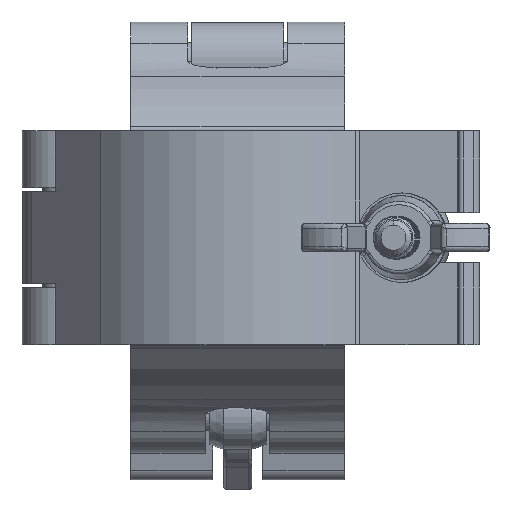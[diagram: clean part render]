
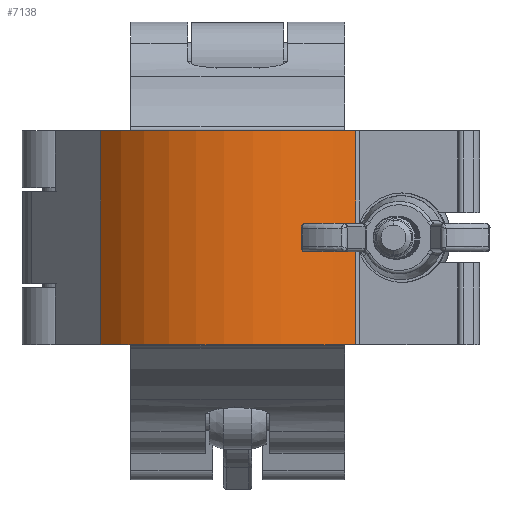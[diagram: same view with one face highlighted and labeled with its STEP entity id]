
A CAD part, front view. The second image highlights one B-rep face of the part: STEP entity #7138.
In plain terms, the highlighted cylindrical face has radius 24.6 mm (diameter 49.2 mm), a partial arc.
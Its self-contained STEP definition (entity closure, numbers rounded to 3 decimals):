
#14 = VERTEX_POINT ( 'NONE', #17042 ) ;
#481 = VERTEX_POINT ( 'NONE', #19400 ) ;
#743 = ORIENTED_EDGE ( 'NONE', *, *, #13439, .T. ) ;
#991 = CYLINDRICAL_SURFACE ( 'NONE', #11025, 24.6 ) ;
#4170 = CARTESIAN_POINT ( 'NONE',  ( 24.515, -2.038, 14.95 ) ) ;
#4998 = EDGE_CURVE ( 'NONE', #14, #20699, #5479, .T. ) ;
#5194 = DIRECTION ( 'NONE',  ( 0., 0., 1. ) ) ;
#5479 = LINE ( 'NONE', #15614, #10566 ) ;
#6043 = CARTESIAN_POINT ( 'NONE',  ( 42.47, 14.779, 14.95 ) ) ;
#7138 = ADVANCED_FACE ( 'NONE', ( #16500 ), #991, .T. ) ;
#7157 = LINE ( 'NONE', #6043, #16567 ) ;
#8750 = ORIENTED_EDGE ( 'NONE', *, *, #4998, .F. ) ;
#9080 = AXIS2_PLACEMENT_3D ( 'NONE', #4170, #15537, #15411 ) ;
#10566 = VECTOR ( 'NONE', #10857, 1000. ) ;
#10730 = CARTESIAN_POINT ( 'NONE',  ( 24.515, -2.038, 14.95 ) ) ;
#10857 = DIRECTION ( 'NONE',  ( 0., 0., -1. ) ) ;
#11025 = AXIS2_PLACEMENT_3D ( 'NONE', #10730, #12790, #12372 ) ;
#12003 = ORIENTED_EDGE ( 'NONE', *, *, #13545, .T. ) ;
#12248 = CIRCLE ( 'NONE', #12322, 24.6 ) ;
#12322 = AXIS2_PLACEMENT_3D ( 'NONE', #14785, #5194, #19998 ) ;
#12372 = DIRECTION ( 'NONE',  ( -1., 0., 0. ) ) ;
#12790 = DIRECTION ( 'NONE',  ( 0., 0., -1. ) ) ;
#13439 = EDGE_CURVE ( 'NONE', #481, #17841, #7157, .T. ) ;
#13545 = EDGE_CURVE ( 'NONE', #17841, #20699, #12248, .T. ) ;
#14785 = CARTESIAN_POINT ( 'NONE',  ( 24.515, -2.038, -14.95 ) ) ;
#15411 = DIRECTION ( 'NONE',  ( 1., 0., 0. ) ) ;
#15537 = DIRECTION ( 'NONE',  ( 0., 0., 1. ) ) ;
#15614 = CARTESIAN_POINT ( 'NONE',  ( 6.765, 14.994, 14.95 ) ) ;
#16191 = ORIENTED_EDGE ( 'NONE', *, *, #20029, .F. ) ;
#16500 = FACE_OUTER_BOUND ( 'NONE', #20127, .T. ) ;
#16539 = CARTESIAN_POINT ( 'NONE',  ( 42.47, 14.779, -14.95 ) ) ;
#16567 = VECTOR ( 'NONE', #17326, 1000. ) ;
#17042 = CARTESIAN_POINT ( 'NONE',  ( 6.765, 14.994, 14.95 ) ) ;
#17326 = DIRECTION ( 'NONE',  ( 0., 0., -1. ) ) ;
#17841 = VERTEX_POINT ( 'NONE', #16539 ) ;
#19288 = CARTESIAN_POINT ( 'NONE',  ( 6.765, 14.994, -14.95 ) ) ;
#19400 = CARTESIAN_POINT ( 'NONE',  ( 42.47, 14.779, 14.95 ) ) ;
#19998 = DIRECTION ( 'NONE',  ( 1., 0., 0. ) ) ;
#20029 = EDGE_CURVE ( 'NONE', #481, #14, #20761, .T. ) ;
#20127 = EDGE_LOOP ( 'NONE', ( #12003, #8750, #16191, #743 ) ) ;
#20699 = VERTEX_POINT ( 'NONE', #19288 ) ;
#20761 = CIRCLE ( 'NONE', #9080, 24.6 ) ;
